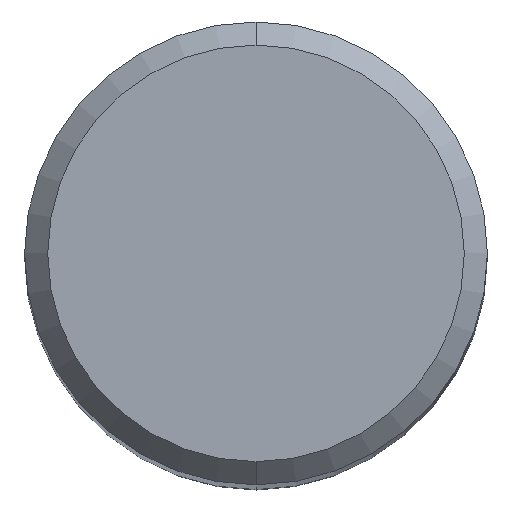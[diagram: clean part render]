
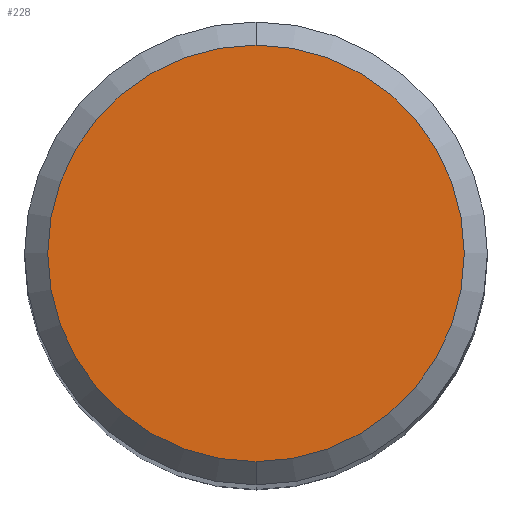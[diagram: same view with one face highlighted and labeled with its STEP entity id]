
A CAD part, top view. The second image highlights one B-rep face of the part: STEP entity #228.
In plain terms, the highlighted planar face has unit normal (0, 0, 1).
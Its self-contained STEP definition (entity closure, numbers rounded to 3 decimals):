
#190=EDGE_CURVE('',#444,#382,#494,.T.);
#228=ADVANCED_FACE('',(#535),#536,.T.);
#364=EDGE_CURVE('',#382,#444,#685,.T.);
#382=VERTEX_POINT('',#705);
#444=VERTEX_POINT('',#775);
#494=CIRCLE('',#849,5.4);
#535=FACE_OUTER_BOUND('',#924,.T.);
#536=PLANE('',#925);
#685=CIRCLE('',#1246,5.4);
#705=CARTESIAN_POINT('',(0.0,5.4,0.0));
#775=CARTESIAN_POINT('',(0.,-5.4,0.0));
#849=AXIS2_PLACEMENT_3D('',#1508,#1509,#1510);
#924=EDGE_LOOP('',(#1546,#1547));
#925=AXIS2_PLACEMENT_3D('',#1548,#1549,#1550);
#1246=AXIS2_PLACEMENT_3D('',#1724,#1725,#1726);
#1508=CARTESIAN_POINT('',(0.0,0.0,0.0));
#1509=DIRECTION('',(0.0,0.0,-1.0));
#1510=DIRECTION('',(0.0,1.0,0.0));
#1546=ORIENTED_EDGE('',*,*,#364,.F.);
#1547=ORIENTED_EDGE('',*,*,#190,.F.);
#1548=CARTESIAN_POINT('',(0.0,2.7,0.0));
#1549=DIRECTION('',(-0.0,0.0,1.0));
#1550=DIRECTION('',(0.0,-1.0,0.0));
#1724=CARTESIAN_POINT('',(0.0,0.0,0.0));
#1725=DIRECTION('',(0.0,0.0,-1.0));
#1726=DIRECTION('',(0.0,1.0,0.0));
